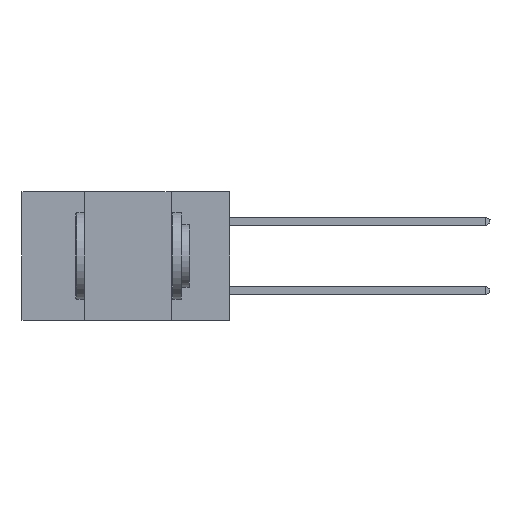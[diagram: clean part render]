
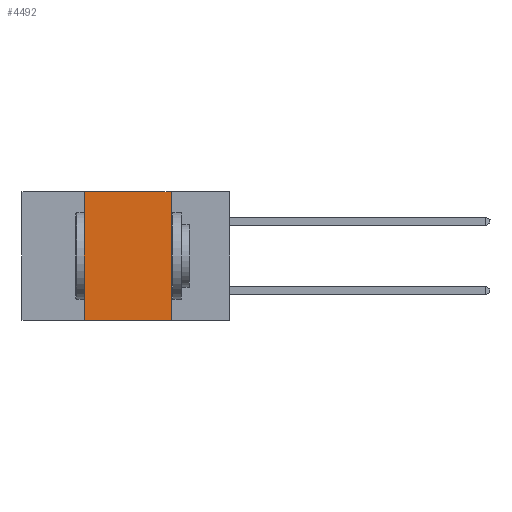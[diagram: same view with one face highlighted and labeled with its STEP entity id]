
A CAD part, left-side view. The second image highlights one B-rep face of the part: STEP entity #4492.
In plain terms, the highlighted planar face has unit normal (-1, 0, 0).
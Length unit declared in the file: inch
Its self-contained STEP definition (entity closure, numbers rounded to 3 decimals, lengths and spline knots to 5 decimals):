
#50 = LINE ( 'NONE', #2575, #5662 ) ;
#186 = VECTOR ( 'NONE', #727, 39.37008 ) ;
#727 = DIRECTION ( 'NONE',  ( 0., -1., 0. ) ) ;
#842 = EDGE_CURVE ( 'NONE', #10252, #4072, #4124, .T. ) ;
#868 = EDGE_LOOP ( 'NONE', ( #1514, #10523, #8944, #4600 ) ) ;
#974 = DIRECTION ( 'NONE',  ( 0., 0., 1. ) ) ;
#1187 = EDGE_CURVE ( 'NONE', #3785, #4072, #7587, .T. ) ;
#1330 = AXIS2_PLACEMENT_3D ( 'NONE', #8666, #11225, #4152 ) ;
#1514 = ORIENTED_EDGE ( 'NONE', *, *, #1187, .F. ) ;
#2341 = DIRECTION ( 'NONE',  ( 0., 0., -1. ) ) ;
#2422 = CARTESIAN_POINT ( 'NONE',  ( 0., 0.6, -0.37 ) ) ;
#2575 = CARTESIAN_POINT ( 'NONE',  ( 0., 0.42, -0.37 ) ) ;
#2868 = CARTESIAN_POINT ( 'NONE',  ( 0., 0.17, -0.37 ) ) ;
#3021 = CARTESIAN_POINT ( 'NONE',  ( 0., 0.42, 0. ) ) ;
#3272 = VERTEX_POINT ( 'NONE', #3021 ) ;
#3387 = DIRECTION ( 'NONE',  ( 0., -1., 0. ) ) ;
#3785 = VERTEX_POINT ( 'NONE', #9377 ) ;
#3979 = CARTESIAN_POINT ( 'NONE',  ( 0., 0.6, 0. ) ) ;
#4072 = VERTEX_POINT ( 'NONE', #2868 ) ;
#4124 = LINE ( 'NONE', #2422, #4527 ) ;
#4152 = DIRECTION ( 'NONE',  ( 0., 0., -1. ) ) ;
#4492 = ADVANCED_FACE ( 'NONE', ( #5137 ), #5899, .F. ) ;
#4527 = VECTOR ( 'NONE', #3387, 39.37008 ) ;
#4600 = ORIENTED_EDGE ( 'NONE', *, *, #842, .T. ) ;
#5137 = FACE_OUTER_BOUND ( 'NONE', #868, .T. ) ;
#5662 = VECTOR ( 'NONE', #974, 39.37008 ) ;
#5897 = LINE ( 'NONE', #3979, #186 ) ;
#5899 = PLANE ( 'NONE',  #1330 ) ;
#6073 = CARTESIAN_POINT ( 'NONE',  ( 0., 0.17, -0.37 ) ) ;
#7165 = VECTOR ( 'NONE', #2341, 39.37008 ) ;
#7462 = EDGE_CURVE ( 'NONE', #3272, #3785, #5897, .T. ) ;
#7587 = LINE ( 'NONE', #6073, #7165 ) ;
#8666 = CARTESIAN_POINT ( 'NONE',  ( 0., 0.6, 0. ) ) ;
#8732 = EDGE_CURVE ( 'NONE', #10252, #3272, #50, .T. ) ;
#8944 = ORIENTED_EDGE ( 'NONE', *, *, #8732, .F. ) ;
#9377 = CARTESIAN_POINT ( 'NONE',  ( 0., 0.17, 0. ) ) ;
#10241 = CARTESIAN_POINT ( 'NONE',  ( 0., 0.42, -0.37 ) ) ;
#10252 = VERTEX_POINT ( 'NONE', #10241 ) ;
#10523 = ORIENTED_EDGE ( 'NONE', *, *, #7462, .F. ) ;
#11225 = DIRECTION ( 'NONE',  ( 1., 0., 0. ) ) ;
